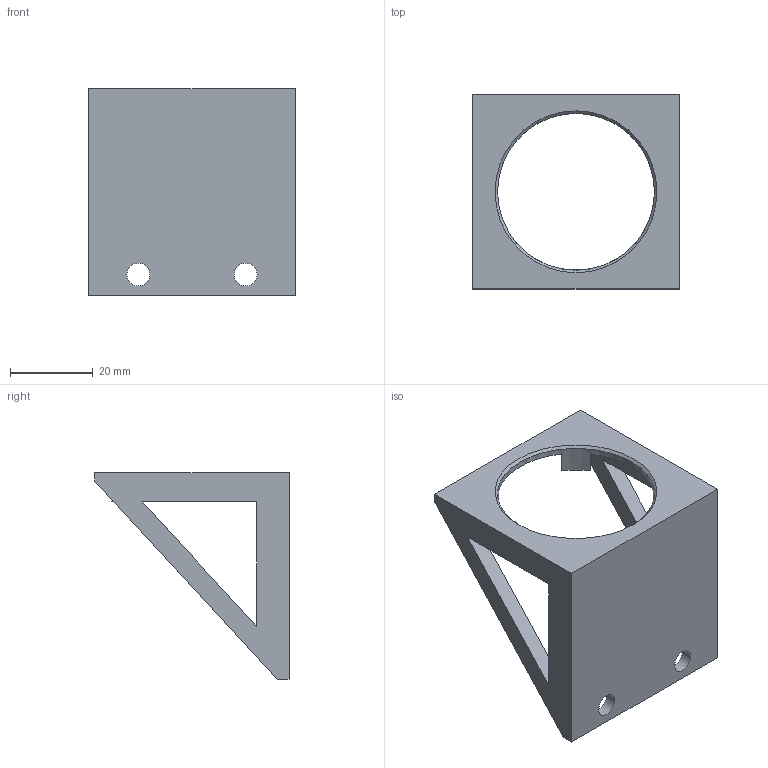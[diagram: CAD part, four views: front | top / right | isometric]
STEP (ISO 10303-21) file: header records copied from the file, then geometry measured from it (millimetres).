
FILE_DESCRIPTION(/* description */ (''),/* implementation_level */ '2;1');
FILE_NAME(/* name */ 'B-Panel_LED_Faceplate_3-T.stp',/* time_stamp */ '2020-09-25T18:35:29-07:00',/* author */ (''),/* organization */ (''),/* preprocessor_version */ 'ST-DEVELOPER v18.1',/* originating_system */ 'Autodesk Translation Framework v9.3.0.1241',/* authorisation */ '');
FILE_SCHEMA (('AUTOMOTIVE_DESIGN { 1 0 10303 214 3 1 1 }'));
Length unit declared in the file: millimetre
Products named in the file (1): Faceplate
Bounding box: 50 x 47 x 50 mm (x, y, z)
Volume: 14893.4 mm3; surface area: 11918.6 mm2
Topology: 1 solids, 1 shells, 46 faces, 115 edges, 75 vertices
Faces by surface type: plane 34, cylinder 11, cone 1
Full cylindrical faces by diameter (mm): 2.8 x4, 5.5 x2, 38 x1
Entity records: 1423 total; most frequent: DIRECTION 240, CARTESIAN_POINT 237, ORIENTED_EDGE 230, EDGE_CURVE 115, LINE 84, VECTOR 84, AXIS2_PLACEMENT_3D 78, VERTEX_POINT 75
